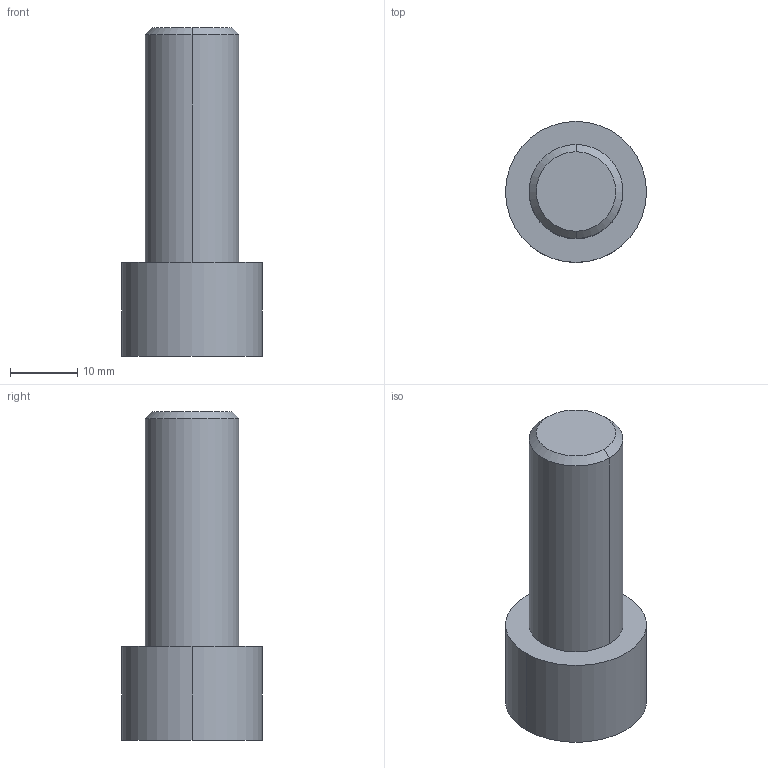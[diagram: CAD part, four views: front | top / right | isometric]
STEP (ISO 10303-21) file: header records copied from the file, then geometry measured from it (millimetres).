
FILE_DESCRIPTION(('STEP AP203'),'1');
FILE_NAME('screwchc_m14x35.stp','2014-09-25T17:18:06',('TraceParts'),('TraceParts S.A.'),'XStep 1.0',' ',' ');
FILE_SCHEMA(('CONFIG_CONTROL_DESIGN'));
Length unit declared in the file: millimetre
Products named in the file (1): 1
Bounding box: 21 x 21 x 49 mm (x, y, z)
Volume: 9339.5 mm3; surface area: 3417.3 mm2
Topology: 1 solids, 1 shells, 16 faces, 34 edges, 22 vertices
Faces by surface type: plane 10, cylinder 4, cone 2
Entity records: 476 total; most frequent: DIRECTION 78, CARTESIAN_POINT 73, ORIENTED_EDGE 68, EDGE_CURVE 34, AXIS2_PLACEMENT_3D 27, LINE 24, VECTOR 24, VERTEX_POINT 22
